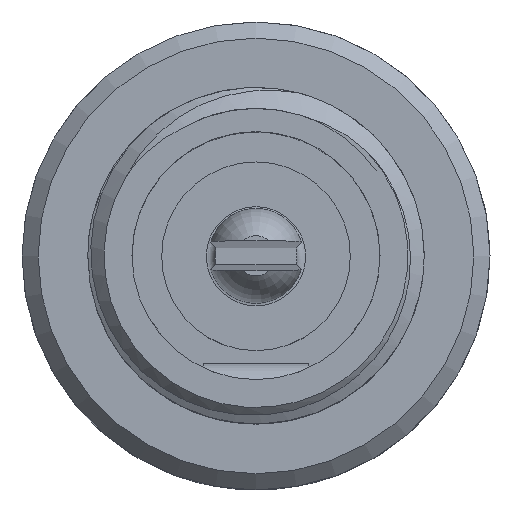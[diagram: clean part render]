
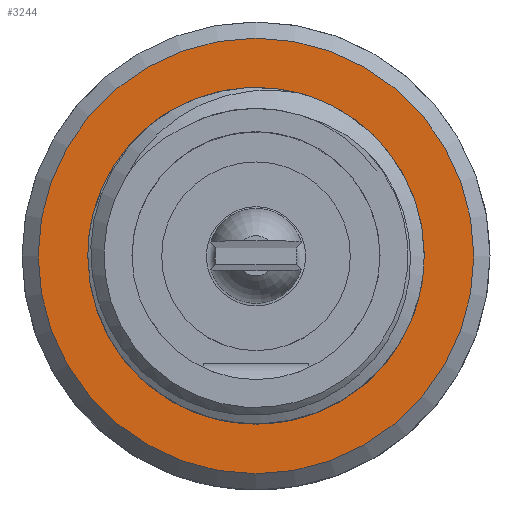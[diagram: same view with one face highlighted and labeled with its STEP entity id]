
A CAD part, top view. The second image highlights one B-rep face of the part: STEP entity #3244.
In plain terms, the highlighted planar face has unit normal (0, 0, 1).
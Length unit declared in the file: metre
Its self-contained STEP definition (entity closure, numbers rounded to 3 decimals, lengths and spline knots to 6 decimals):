
#94=ELLIPSE('',#3654,0.001824,0.001588);
#234=CIRCLE('',#3576,0.002184);
#282=CIRCLE('',#3655,0.005131);
#283=CIRCLE('',#3656,0.002184);
#284=CIRCLE('',#3657,0.003962);
#285=CIRCLE('',#3658,0.003631);
#914=ORIENTED_EDGE('',*,*,#1648,.F.);
#915=ORIENTED_EDGE('',*,*,#1649,.T.);
#916=ORIENTED_EDGE('',*,*,#1650,.F.);
#917=ORIENTED_EDGE('',*,*,#1651,.F.);
#918=ORIENTED_EDGE('',*,*,#1652,.T.);
#919=ORIENTED_EDGE('',*,*,#1553,.F.);
#920=ORIENTED_EDGE('',*,*,#1653,.F.);
#1553=EDGE_CURVE('',#1966,#1967,#234,.T.);
#1648=EDGE_CURVE('',#2026,#2027,#94,.T.);
#1649=EDGE_CURVE('',#2026,#2027,#2353,.T.);
#1650=EDGE_CURVE('',#2028,#2028,#282,.T.);
#1651=EDGE_CURVE('',#2029,#2030,#283,.T.);
#1652=EDGE_CURVE('',#2029,#1967,#284,.T.);
#1653=EDGE_CURVE('',#2030,#1966,#285,.T.);
#1966=VERTEX_POINT('',#5215);
#1967=VERTEX_POINT('',#5217);
#2026=VERTEX_POINT('',#5401);
#2027=VERTEX_POINT('',#5402);
#2028=VERTEX_POINT('',#5405);
#2029=VERTEX_POINT('',#5407);
#2030=VERTEX_POINT('',#5408);
#2353=LINE('',#5403,#2608);
#2608=VECTOR('',#4455,1.);
#2760=EDGE_LOOP('',(#914,#915));
#2761=EDGE_LOOP('',(#916));
#2762=EDGE_LOOP('',(#917,#918,#919,#920));
#2953=FACE_BOUND('',#2760,.T.);
#2954=FACE_BOUND('',#2761,.T.);
#2955=FACE_BOUND('',#2762,.T.);
#3109=PLANE('',#3653);
#3244=ADVANCED_FACE('',(#2953,#2954,#2955),#3109,.T.);
#3576=AXIS2_PLACEMENT_3D('',#5216,#4250,#4251);
#3653=AXIS2_PLACEMENT_3D('',#5399,#4451,#4452);
#3654=AXIS2_PLACEMENT_3D('',#5400,#4453,#4454);
#3655=AXIS2_PLACEMENT_3D('',#5404,#4456,#4457);
#3656=AXIS2_PLACEMENT_3D('',#5406,#4458,#4459);
#3657=AXIS2_PLACEMENT_3D('',#5409,#4460,#4461);
#3658=AXIS2_PLACEMENT_3D('',#5410,#4462,#4463);
#4250=DIRECTION('',(0.,0.,-1.));
#4251=DIRECTION('',(1.,0.,0.));
#4451=DIRECTION('',(0.,0.,1.));
#4452=DIRECTION('',(1.,0.,0.));
#4453=DIRECTION('',(0.,0.,1.));
#4454=DIRECTION('',(0.,1.,0.));
#4455=DIRECTION('',(1.,0.,0.));
#4456=DIRECTION('',(0.,0.,-1.));
#4457=DIRECTION('',(-1.,0.,0.));
#4458=DIRECTION('',(0.,0.,-1.));
#4459=DIRECTION('',(1.,0.,0.));
#4460=DIRECTION('',(0.,0.,-1.));
#4461=DIRECTION('',(-1.,0.,0.));
#4462=DIRECTION('',(0.,0.,1.));
#4463=DIRECTION('',(1.,0.,0.));
#5215=CARTESIAN_POINT('',(0.002171,-0.002911,0.));
#5216=CARTESIAN_POINT('',(0.,-0.002667,0.));
#5217=CARTESIAN_POINT('',(0.002064,-0.003382,0.));
#5399=CARTESIAN_POINT('',(0.,0.005131,0.));
#5400=CARTESIAN_POINT('',(0.,-0.002039,0.));
#5401=CARTESIAN_POINT('',(-0.000315,-0.003827,0.));
#5402=CARTESIAN_POINT('',(0.000315,-0.003827,0.));
#5403=CARTESIAN_POINT('',(0.00381,-0.003827,0.));
#5404=CARTESIAN_POINT('',(0.,0.,0.));
#5405=CARTESIAN_POINT('',(-0.005131,0.,0.));
#5406=CARTESIAN_POINT('',(0.,-0.002667,0.));
#5407=CARTESIAN_POINT('',(-0.002064,-0.003382,0.));
#5408=CARTESIAN_POINT('',(-0.002171,-0.002911,0.));
#5409=CARTESIAN_POINT('',(0.,0.,0.));
#5410=CARTESIAN_POINT('',(0.,0.,0.));
